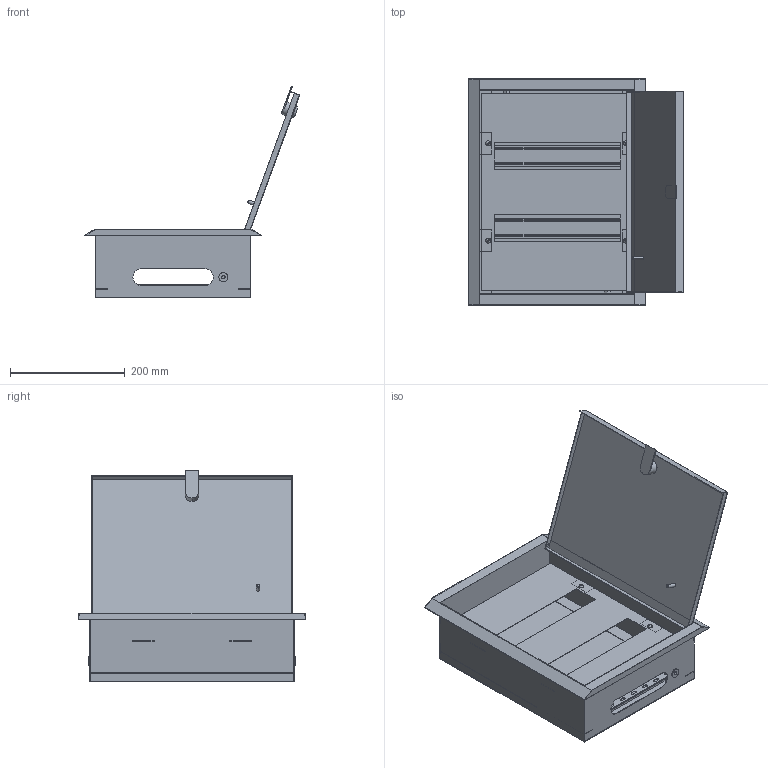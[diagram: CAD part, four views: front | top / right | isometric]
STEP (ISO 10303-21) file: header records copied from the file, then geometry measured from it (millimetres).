
FILE_DESCRIPTION (( 'STEP AP214' ), '1' );
FILE_NAME ('ShRV_Trend_24.STEP', '2016-08-31T06:21:49', ( 'user' ), ( '' ), 'SwSTEP 2.0', 'SolidWorks 2014', '' );
FILE_SCHEMA (( 'AUTOMOTIVE_DESIGN' ));
Length unit declared in the file: millimetre
Products named in the file (7): Obolochka_TREND_TREND-24; DIN-Reika_702.004-04; Panel TREND_剞ｭ-24; ShRV_Trend_24; Reika_TREND; Dver_TREND_24; SC GOST 17473_gost_‚¨­â A.M5x10 ƒŽ‘’ 17473-80
Assembly tree (16 placements, depth 2):
  ShRV_Trend_24
    Obolochka_TREND_TREND-24
    Dver_TREND_24
    Reika_TREND
    DIN-Reika_702.004-04  x2
    Panel TREND_剞ｭ-24
    SC GOST 17473_gost_‚¨­â A.M5x10 ƒŽ‘’ 17473-80  x10
Bounding box: 376.2 x 395 x 369.32 mm (x, y, z)
Volume: 439861.2 mm3; surface area: 1014328.9 mm2
Topology: 18 solids, 18 shells, 508 faces, 1260 edges, 812 vertices
Faces by surface type: plane 312, cylinder 172, sphere 20, cone 4
Entity records: 12278 total; most frequent: DIRECTION 2090, CARTESIAN_POINT 2046, ORIENTED_EDGE 1996, EDGE_CURVE 998, LINE 706, VECTOR 706, AXIS2_PLACEMENT_3D 692, VERTEX_POINT 648
